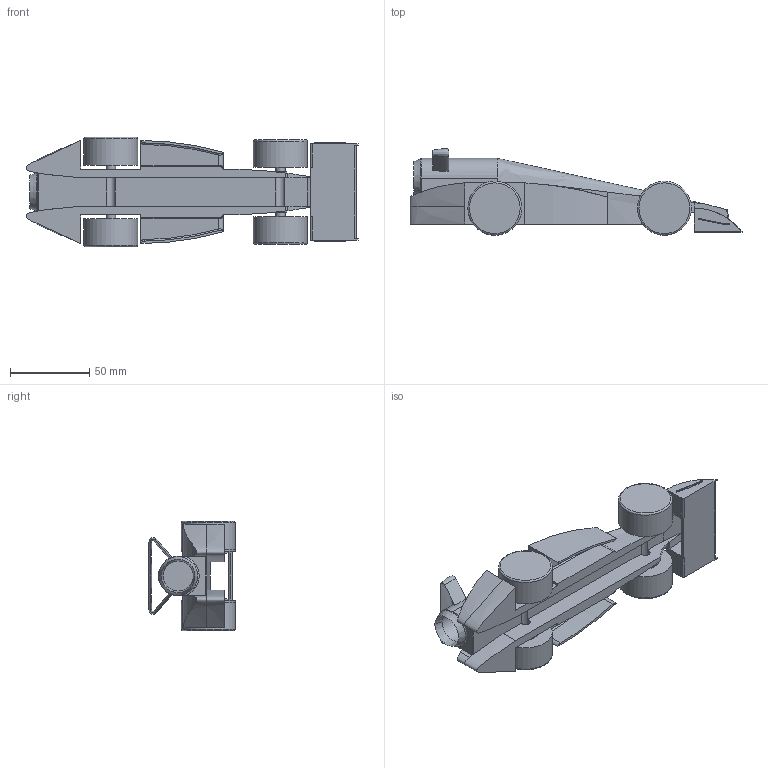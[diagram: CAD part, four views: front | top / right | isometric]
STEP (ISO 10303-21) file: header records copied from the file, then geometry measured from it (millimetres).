
FILE_DESCRIPTION(/* description */ (''),/* implementation_level */ '2;1');
FILE_NAME(/* name */ 'P10_.step',/* time_stamp */ '2024-01-14T11:51:50+04:00',/* author */ (''),/* organization */ (''),/* preprocessor_version */ 'ST-DEVELOPER v20',/* originating_system */ 'Autodesk Translation Framework v12.14.0.127',/* authorisation */ '');
FILE_SCHEMA (('AUTOMOTIVE_DESIGN { 1 0 10303 214 3 1 1 }'));
Length unit declared in the file: millimetre
Products named in the file (2): P10; F1 Wheel [P2]
Assembly tree (4 placements, depth 2):
  P10
    F1 Wheel [P2]  x4
Bounding box: 209.5 x 54.58 x 69 mm (x, y, z)
Volume: 189420.8 mm3; surface area: 65240.8 mm2
Topology: 5 solids, 5 shells, 196 faces, 508 edges, 328 vertices
Faces by surface type: plane 82, cylinder 54, bspline 40, torus 19, cone 1
Full cylindrical faces by diameter (mm): 6 x6, 8 x2, 15 x4, 19 x1, 34 x4
Entity records: 7460 total; most frequent: CARTESIAN_POINT 3384, ORIENTED_EDGE 932, DIRECTION 722, EDGE_CURVE 466, VERTEX_POINT 301, AXIS2_PLACEMENT_3D 262, LINE 198, VECTOR 198
